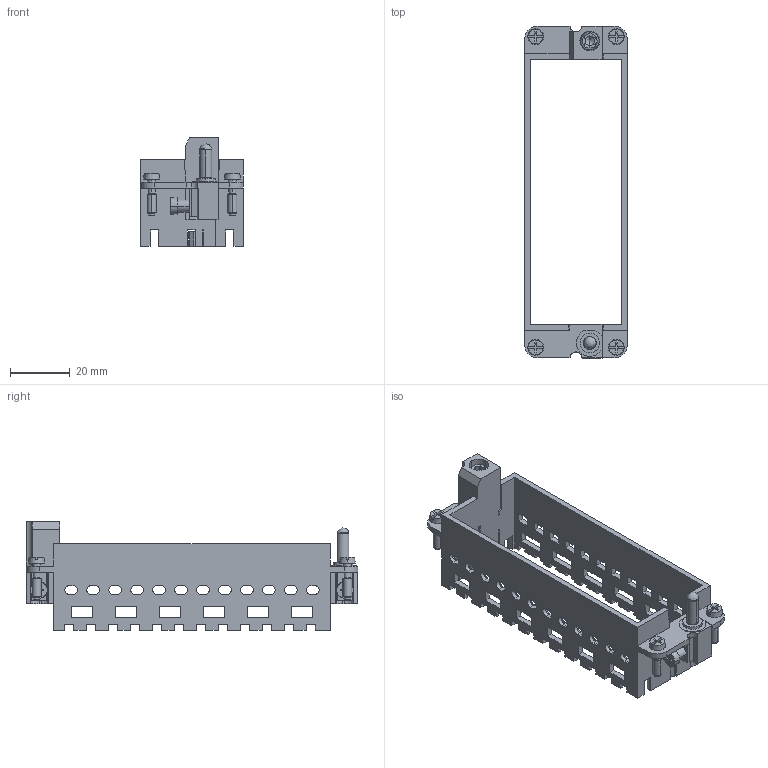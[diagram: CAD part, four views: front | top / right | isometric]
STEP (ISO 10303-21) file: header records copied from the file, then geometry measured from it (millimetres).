
FILE_DESCRIPTION(('CATIA V5 STEP Exchange','CAx-IF Rec.Pracs.--- Model Styling and Organization---1.5--- 2016-08-15','CAx-IF Rec.Pracs.---Supplemental Geometry---1.0---2011-11-01','CAx-IF Rec.Pracs.--- Composite Materials ---1.1---2010-07-15'),'2;1');
FILE_NAME ('13140778_3', '2025-03-31T05:25:44+00:00', ('none'), ('Weidmueller'), 'CATIA Version 5-6 Release 2022 SP4 HF5', 'CATIA V5 STEP AP214 v3', 'none');
FILE_SCHEMA(('AUTOMOTIVE_DESIGN { 1 0 10303 214 1 1 1 1 }'));
Length unit declared in the file: millimetre
Products named in the file (1): 1429050000
Bounding box: 34.4 x 111 x 36.4 mm (x, y, z)
Volume: 16054.5 mm3; surface area: 20141.9 mm2
Topology: 1 solids, 2 shells, 887 faces, 2573 edges, 1720 vertices
Faces by surface type: plane 624, cylinder 157, cone 62, bspline 44
Entity records: 30503 total; most frequent: CARTESIAN_POINT 7631, ORIENTED_EDGE 5126, DIRECTION 3945, EDGE_CURVE 2563, VECTOR 1973, LINE 1973, VERTEX_POINT 1695, AXIS2_PLACEMENT_3D 1147
